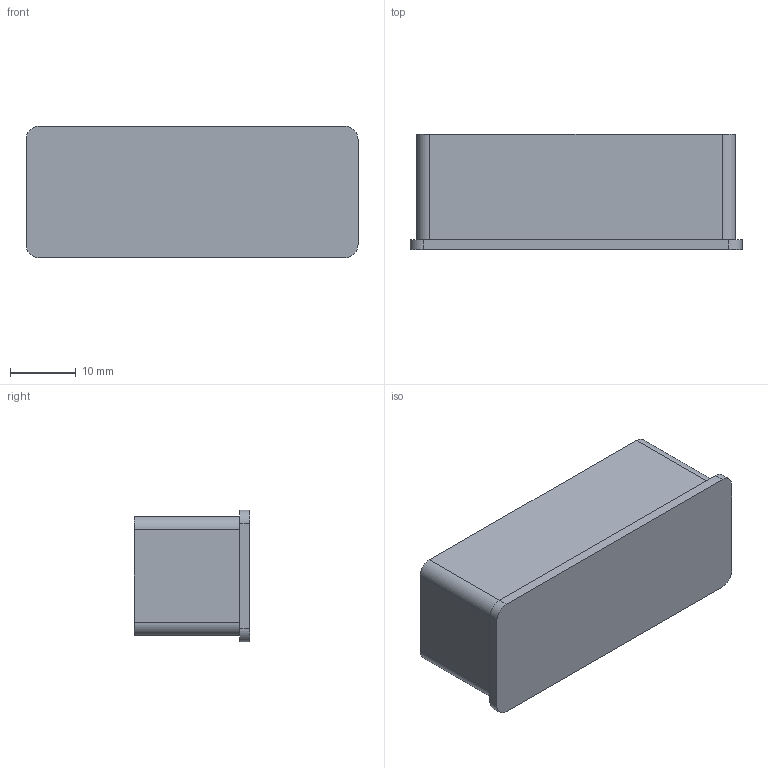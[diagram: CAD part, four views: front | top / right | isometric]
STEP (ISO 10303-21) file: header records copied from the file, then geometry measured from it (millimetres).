
FILE_DESCRIPTION((''),'2;1');
FILE_NAME('3350_0892_504','2020-01-31T',('presta_be4'),(''),'CREO PARAMETRIC BY PTC INC, 2018360','CREO PARAMETRIC BY PTC INC, 2018360','');
FILE_SCHEMA(('CONFIG_CONTROL_DESIGN'));
Length unit declared in the file: millimetre
Products named in the file (1): 3350_0892_504
Bounding box: 50.5 x 17.5 x 20 mm (x, y, z)
Volume: 4257.2 mm3; surface area: 6766.2 mm2
Topology: 1 solids, 1 shells, 144 faces, 412 edges, 272 vertices
Faces by surface type: plane 120, cylinder 24
Entity records: 4782 total; most frequent: CARTESIAN_POINT 956, ORIENTED_EDGE 824, DIRECTION 732, EDGE_CURVE 412, VECTOR 364, LINE 364, VERTEX_POINT 272, AXIS2_PLACEMENT_3D 184
